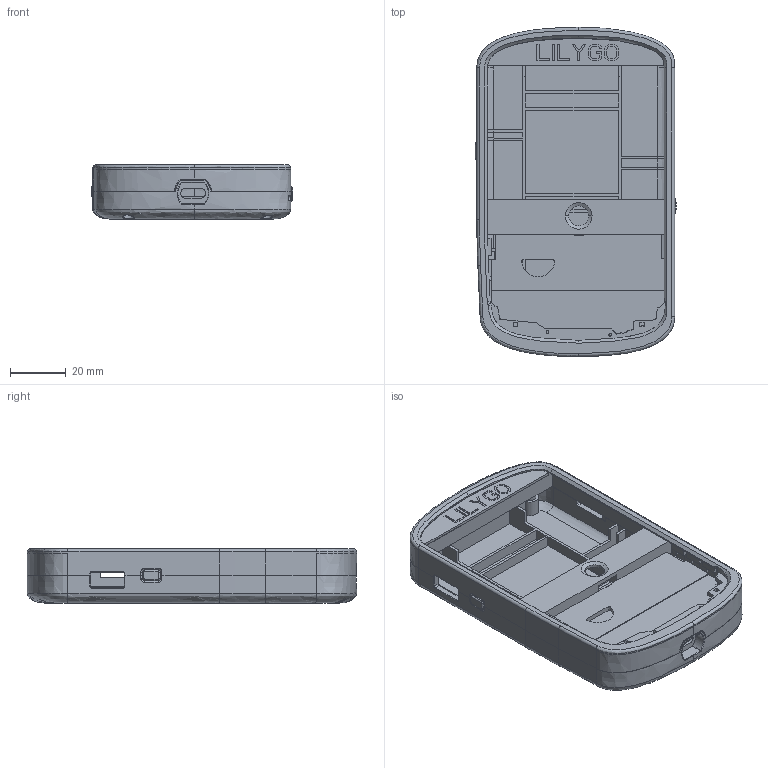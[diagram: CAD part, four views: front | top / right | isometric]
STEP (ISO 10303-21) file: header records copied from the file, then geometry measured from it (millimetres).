
FILE_DESCRIPTION((''),'2;1');
FILE_NAME('0-ALL_ASM','2023-06-02T10:30:14',('HR'),(''),'CREO PARAMETRIC BY PTC INC, 2019010','CREO PARAMETRIC BY PTC INC, 2019010','');
FILE_SCHEMA(('AUTOMOTIVE_DESIGN { 1 0 10303 214 1 1 1 1 }'));
Length unit declared in the file: millimetre
Products named in the file (10): 0-PMMA_57; ASM0001_ASM_215_ASM; 0-00; 0-KEY1; 0-KEY2; PRT0001; 0-ALL_ASM
Assembly tree (9 placements, depth 3):
  0-ALL_ASM
    ASM0001_ASM_215_ASM
      0-PMMA_57
    0-00
    0-00
    0-00
    0-00
    0-KEY1
    0-KEY2
    PRT0001
Bounding box: 72.46 x 118.6 x 19.5 mm (x, y, z)
Volume: 41691.8 mm3; surface area: 51091.6 mm2
Topology: 8 solids, 8 shells, 1014 faces, 2748 edges, 1777 vertices
Faces by surface type: plane 635, cylinder 185, bspline 76, extrusion 70, torus 39, cone 7, sphere 2
Entity records: 42662 total; most frequent: CARTESIAN_POINT 14965, ORIENTED_EDGE 5496, DIRECTION 4720, EDGE_CURVE 2748, VECTOR 2022, LINE 1952, VERTEX_POINT 1777, AXIS2_PLACEMENT_3D 1349
